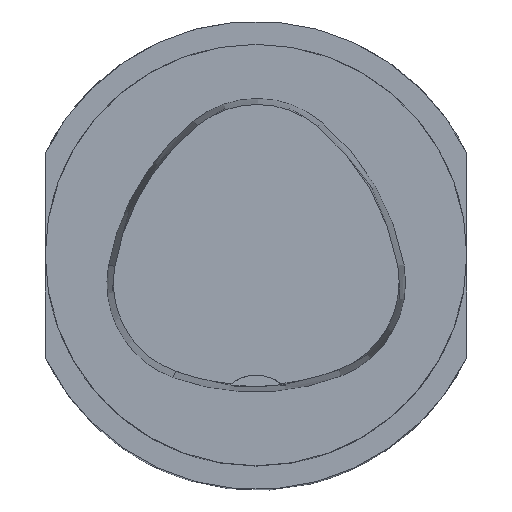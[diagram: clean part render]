
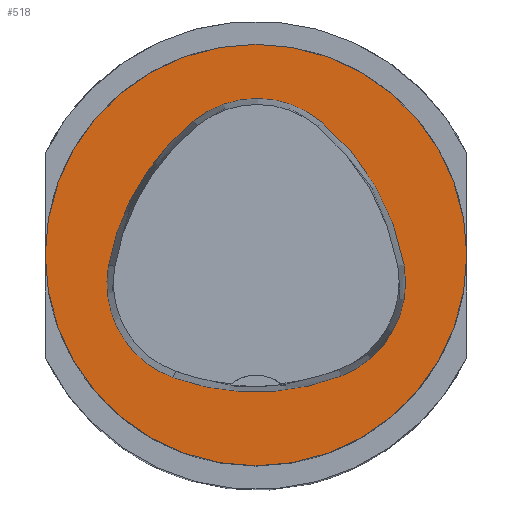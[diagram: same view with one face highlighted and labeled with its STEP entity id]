
A CAD part, top view. The second image highlights one B-rep face of the part: STEP entity #518.
In plain terms, the highlighted planar face has unit normal (0, 0, 1).
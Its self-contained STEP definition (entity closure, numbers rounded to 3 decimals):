
#208=FACE_BOUND('',#1052,.T.);
#209=FACE_BOUND('',#1053,.T.);
#334=CIRCLE('',#4154,31.5);
#335=CIRCLE('',#4160,36.);
#337=CIRCLE('',#4163,15.);
#339=CIRCLE('',#4166,36.);
#341=CIRCLE('',#4169,15.);
#345=CIRCLE('',#4174,36.);
#347=CIRCLE('',#4177,15.);
#518=ADVANCED_FACE('',(#208,#209),#714,.T.);
#714=PLANE('',#4182);
#1052=EDGE_LOOP('',(#1669,#1670,#1671,#1672,#1673,#1674));
#1053=EDGE_LOOP('',(#1675));
#1669=ORIENTED_EDGE('',*,*,#3084,.T.);
#1670=ORIENTED_EDGE('',*,*,#3064,.T.);
#1671=ORIENTED_EDGE('',*,*,#3068,.T.);
#1672=ORIENTED_EDGE('',*,*,#3071,.T.);
#1673=ORIENTED_EDGE('',*,*,#3074,.T.);
#1674=ORIENTED_EDGE('',*,*,#3082,.T.);
#1675=ORIENTED_EDGE('',*,*,#3055,.F.);
#2633=VERTEX_POINT('',#6126);
#2642=VERTEX_POINT('',#6145);
#2643=VERTEX_POINT('',#6146);
#2646=VERTEX_POINT('',#6154);
#2648=VERTEX_POINT('',#6160);
#2650=VERTEX_POINT('',#6166);
#2657=VERTEX_POINT('',#6187);
#3055=EDGE_CURVE('',#2633,#2633,#334,.T.);
#3064=EDGE_CURVE('',#2642,#2643,#335,.T.);
#3068=EDGE_CURVE('',#2643,#2646,#337,.T.);
#3071=EDGE_CURVE('',#2646,#2648,#339,.T.);
#3074=EDGE_CURVE('',#2648,#2650,#341,.T.);
#3082=EDGE_CURVE('',#2650,#2657,#345,.T.);
#3084=EDGE_CURVE('',#2657,#2642,#347,.T.);
#4154=AXIS2_PLACEMENT_3D('',#6125,#4777,#4778);
#4160=AXIS2_PLACEMENT_3D('',#6144,#4793,#4794);
#4163=AXIS2_PLACEMENT_3D('',#6153,#4801,#4802);
#4166=AXIS2_PLACEMENT_3D('',#6159,#4808,#4809);
#4169=AXIS2_PLACEMENT_3D('',#6165,#4815,#4816);
#4174=AXIS2_PLACEMENT_3D('',#6188,#4827,#4828);
#4177=AXIS2_PLACEMENT_3D('',#6191,#4833,#4834);
#4182=AXIS2_PLACEMENT_3D('',#6196,#4843,#4844);
#4777=DIRECTION('',(0.,0.,-1.));
#4778=DIRECTION('',(-1.,0.,0.));
#4793=DIRECTION('',(0.,0.,-1.));
#4794=DIRECTION('',(-1.,0.,0.));
#4801=DIRECTION('',(0.,0.,-1.));
#4802=DIRECTION('',(-1.,0.,0.));
#4808=DIRECTION('',(0.,0.,-1.));
#4809=DIRECTION('',(-1.,0.,0.));
#4815=DIRECTION('',(0.,0.,-1.));
#4816=DIRECTION('',(-1.,0.,0.));
#4827=DIRECTION('',(0.,0.,-1.));
#4828=DIRECTION('',(-1.,0.,0.));
#4833=DIRECTION('',(0.,0.,-1.));
#4834=DIRECTION('',(-1.,0.,0.));
#4843=DIRECTION('',(0.,0.,1.));
#4844=DIRECTION('',(-1.,0.,0.));
#6125=CARTESIAN_POINT('',(0.,0.,0.));
#6126=CARTESIAN_POINT('',(-31.5,0.,0.));
#6144=CARTESIAN_POINT('',(13.398,-7.893,0.));
#6145=CARTESIAN_POINT('',(-22.041,-1.562,0.));
#6146=CARTESIAN_POINT('',(-9.317,20.036,0.));
#6153=CARTESIAN_POINT('',(0.148,8.399,0.));
#6154=CARTESIAN_POINT('',(9.779,19.898,0.));
#6159=CARTESIAN_POINT('',(-13.337,-7.7,0.));
#6160=CARTESIAN_POINT('',(22.122,-1.48,0.));
#6165=CARTESIAN_POINT('',(7.347,-4.071,0.));
#6166=CARTESIAN_POINT('',(12.693,-18.087,0.));
#6187=CARTESIAN_POINT('',(-12.373,-18.307,0.));
#6188=CARTESIAN_POINT('',(-0.137,15.55,0.));
#6191=CARTESIAN_POINT('',(-7.275,-4.2,0.));
#6196=CARTESIAN_POINT('',(0.,0.,0.));
